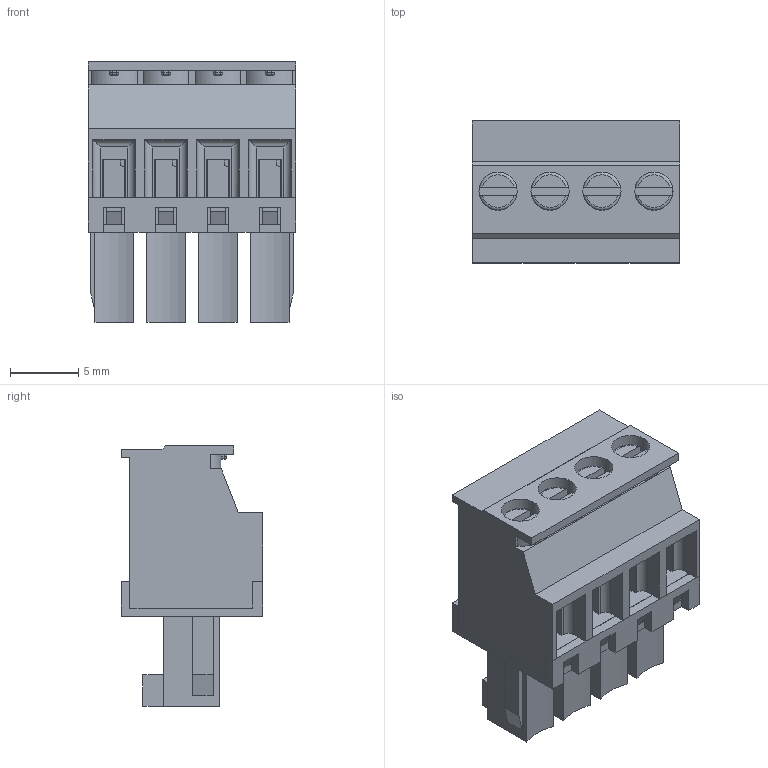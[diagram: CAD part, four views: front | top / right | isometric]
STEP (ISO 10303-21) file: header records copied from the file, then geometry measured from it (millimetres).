
FILE_DESCRIPTION( ( 'Unknown' ), '1' );
FILE_NAME( '691366310004.stp', 'Unknown', ( 'Quentin LAIDEBEUR' ), ( 'WE' ), 'PSStep 15.0.49', 'Sample-box', ' ' );
FILE_SCHEMA( ( 'AUTOMOTIVE_DESIGN { 1 0 10303 214 1 1 1 1 }' ) );
Length unit declared in the file: millimetre
Products named in the file (6): Assem1; 691361300004; 6913663100xx_VISSE; 6913663100xx_CAGE; 6913663100xx; 691361300004_CAPOT
Assembly tree (14 placements, depth 2):
  Assem1
    691361300004
    6913663100xx_VISSE  x4
    6913663100xx_CAGE  x4
    6913663100xx  x4
    691361300004_CAPOT
Bounding box: 15.24 x 10.4 x 19.1 mm (x, y, z)
Volume: 1304.9 mm3; surface area: 4373.3 mm2
Topology: 14 solids, 14 shells, 864 faces, 2368 edges, 1524 vertices
Faces by surface type: plane 652, cylinder 184, torus 12, sphere 8, cone 8
Full cylindrical faces by diameter (mm): 1.2 x4, 1.75 x4, 1.9 x8, 2.8 x8
Entity records: 22028 total; most frequent: CARTESIAN_POINT 3230, ORIENTED_EDGE 3016, DIRECTION 2798, EDGE_CURVE 1508, LINE 1314, VECTOR 1314, VERTEX_POINT 984, AXIS2_PLACEMENT_3D 742
